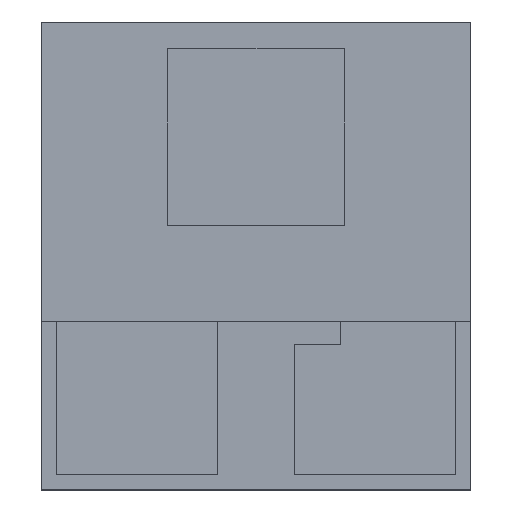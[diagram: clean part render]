
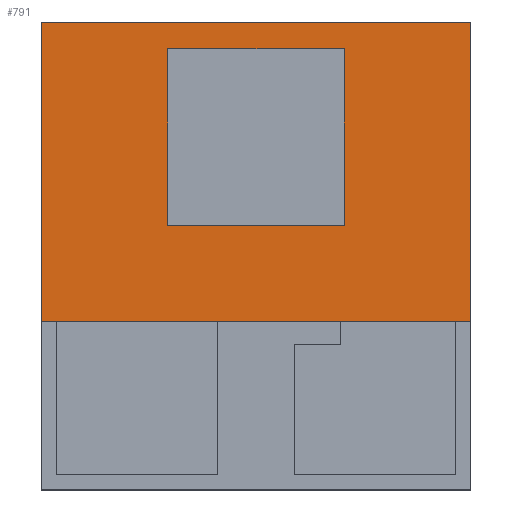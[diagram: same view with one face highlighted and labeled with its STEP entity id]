
A CAD part, top view. The second image highlights one B-rep face of the part: STEP entity #791.
In plain terms, the highlighted planar face has unit normal (0, 0, 1).
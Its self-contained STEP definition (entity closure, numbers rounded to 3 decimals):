
#53 = CARTESIAN_POINT ( 'NONE',  ( 1.4, 0.75, 0. ) ) ;
#70 = DIRECTION ( 'NONE',  ( -1., 0., 0. ) ) ;
#96 = LINE ( 'NONE', #681, #1146 ) ;
#163 = EDGE_LOOP ( 'NONE', ( #1442, #1257, #1702, #1028 ) ) ;
#198 = ORIENTED_EDGE ( 'NONE', *, *, #904, .T. ) ;
#202 = CARTESIAN_POINT ( 'NONE',  ( -0.575, 0., 0. ) ) ;
#210 = DIRECTION ( 'NONE',  ( 0., 1., 0. ) ) ;
#228 = VERTEX_POINT ( 'NONE', #344 ) ;
#263 = EDGE_CURVE ( 'NONE', #460, #228, #1560, .T. ) ;
#322 = CARTESIAN_POINT ( 'NONE',  ( 0., 0., 0. ) ) ;
#325 = VERTEX_POINT ( 'NONE', #1581 ) ;
#342 = DIRECTION ( 'NONE',  ( 0., 1., 0. ) ) ;
#344 = CARTESIAN_POINT ( 'NONE',  ( 0.575, -0.575, 0. ) ) ;
#351 = AXIS2_PLACEMENT_3D ( 'NONE', #322, #740, #1675 ) ;
#357 = EDGE_CURVE ( 'NONE', #557, #1481, #1179, .T. ) ;
#385 = ORIENTED_EDGE ( 'NONE', *, *, #456, .T. ) ;
#410 = ORIENTED_EDGE ( 'NONE', *, *, #535, .T. ) ;
#412 = LINE ( 'NONE', #53, #712 ) ;
#439 = CARTESIAN_POINT ( 'NONE',  ( 0.575, 0.575, 0. ) ) ;
#454 = VERTEX_POINT ( 'NONE', #1254 ) ;
#456 = EDGE_CURVE ( 'NONE', #753, #1157, #1248, .T. ) ;
#460 = VERTEX_POINT ( 'NONE', #439 ) ;
#483 = DIRECTION ( 'NONE',  ( 0., -1., 0. ) ) ;
#488 = VECTOR ( 'NONE', #210, 1000. ) ;
#501 = CARTESIAN_POINT ( 'NONE',  ( -1.4, 0.75, 0. ) ) ;
#535 = EDGE_CURVE ( 'NONE', #1157, #454, #1169, .T. ) ;
#557 = VERTEX_POINT ( 'NONE', #705 ) ;
#559 = CARTESIAN_POINT ( 'NONE',  ( -1.4, -1.2, 0. ) ) ;
#578 = CARTESIAN_POINT ( 'NONE',  ( -1.4, 0.75, 0. ) ) ;
#681 = CARTESIAN_POINT ( 'NONE',  ( 0., -0.575, 0. ) ) ;
#705 = CARTESIAN_POINT ( 'NONE',  ( -0.575, -0.575, 0. ) ) ;
#709 = CARTESIAN_POINT ( 'NONE',  ( -1.4, 0.75, 0. ) ) ;
#712 = VECTOR ( 'NONE', #342, 1000. ) ;
#722 = PLANE ( 'NONE',  #351 ) ;
#738 = VECTOR ( 'NONE', #1130, 1000. ) ;
#740 = DIRECTION ( 'NONE',  ( 0., 0., 1. ) ) ;
#753 = VERTEX_POINT ( 'NONE', #709 ) ;
#754 = CARTESIAN_POINT ( 'NONE',  ( 0.575, 0., 0. ) ) ;
#765 = VECTOR ( 'NONE', #1239, 1000. ) ;
#784 = CARTESIAN_POINT ( 'NONE',  ( -0.575, 0.575, 0. ) ) ;
#791 = ADVANCED_FACE ( 'NONE', ( #1444, #1422 ), #722, .T. ) ;
#816 = CARTESIAN_POINT ( 'NONE',  ( 0., 0.575, 0. ) ) ;
#872 = VECTOR ( 'NONE', #1365, 1000. ) ;
#904 = EDGE_CURVE ( 'NONE', #454, #325, #412, .T. ) ;
#947 = EDGE_CURVE ( 'NONE', #228, #557, #96, .T. ) ;
#1021 = ORIENTED_EDGE ( 'NONE', *, *, #1774, .T. ) ;
#1028 = ORIENTED_EDGE ( 'NONE', *, *, #1204, .T. ) ;
#1130 = DIRECTION ( 'NONE',  ( 0., -1., 0. ) ) ;
#1146 = VECTOR ( 'NONE', #1642, 1000. ) ;
#1157 = VERTEX_POINT ( 'NONE', #1654 ) ;
#1169 = LINE ( 'NONE', #559, #765 ) ;
#1179 = LINE ( 'NONE', #202, #488 ) ;
#1204 = EDGE_CURVE ( 'NONE', #1481, #460, #1298, .T. ) ;
#1221 = VECTOR ( 'NONE', #70, 1000. ) ;
#1239 = DIRECTION ( 'NONE',  ( 1., 0., 0. ) ) ;
#1248 = LINE ( 'NONE', #578, #738 ) ;
#1254 = CARTESIAN_POINT ( 'NONE',  ( 1.4, -1.2, 0. ) ) ;
#1257 = ORIENTED_EDGE ( 'NONE', *, *, #947, .T. ) ;
#1298 = LINE ( 'NONE', #816, #872 ) ;
#1318 = VECTOR ( 'NONE', #483, 1000. ) ;
#1365 = DIRECTION ( 'NONE',  ( 1., 0., 0. ) ) ;
#1422 = FACE_BOUND ( 'NONE', #163, .T. ) ;
#1442 = ORIENTED_EDGE ( 'NONE', *, *, #263, .T. ) ;
#1444 = FACE_OUTER_BOUND ( 'NONE', #1475, .T. ) ;
#1475 = EDGE_LOOP ( 'NONE', ( #198, #1021, #385, #410 ) ) ;
#1481 = VERTEX_POINT ( 'NONE', #784 ) ;
#1560 = LINE ( 'NONE', #754, #1318 ) ;
#1581 = CARTESIAN_POINT ( 'NONE',  ( 1.4, 0.75, 0. ) ) ;
#1642 = DIRECTION ( 'NONE',  ( -1., 0., 0. ) ) ;
#1654 = CARTESIAN_POINT ( 'NONE',  ( -1.4, -1.2, 0. ) ) ;
#1675 = DIRECTION ( 'NONE',  ( 1., 0., 0. ) ) ;
#1683 = LINE ( 'NONE', #501, #1221 ) ;
#1702 = ORIENTED_EDGE ( 'NONE', *, *, #357, .T. ) ;
#1774 = EDGE_CURVE ( 'NONE', #325, #753, #1683, .T. ) ;
